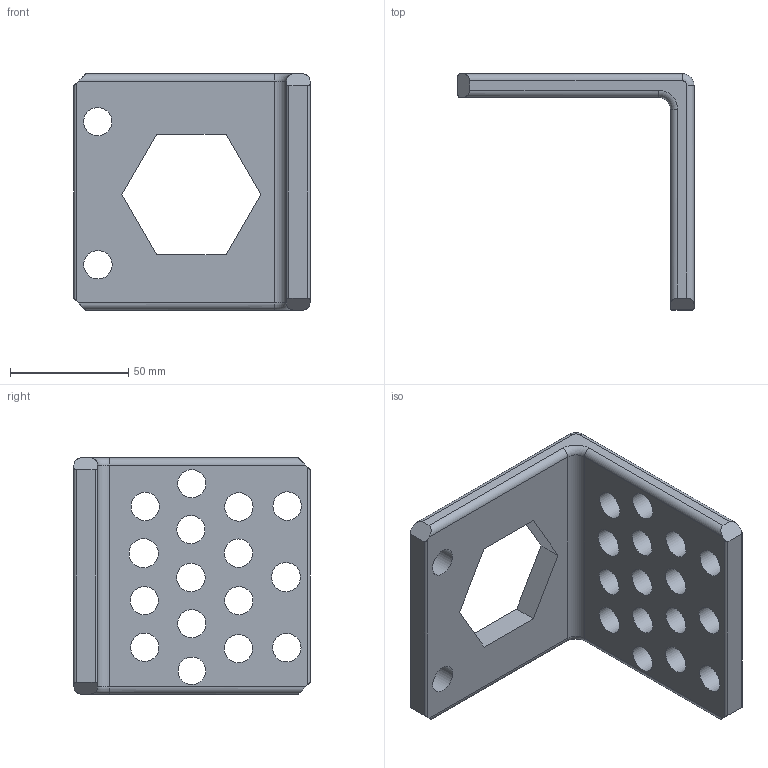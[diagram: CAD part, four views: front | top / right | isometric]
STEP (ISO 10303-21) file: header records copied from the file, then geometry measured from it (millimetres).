
FILE_DESCRIPTION(('FreeCAD Model'),'2;1');
FILE_NAME('R31.step','2018-01-26T16:17:47',( 'Author'),(''),'Open CASCADE STEP processor 7.1','FreeCAD','Unknown' );
FILE_SCHEMA(('AUTOMOTIVE_DESIGN { 1 0 10303 214 1 1 1 1 }'));
Length unit declared in the file: millimetre
Products named in the file (1): Cut003
Bounding box: 100 x 100 x 100 mm (x, y, z)
Volume: 145091.9 mm3; surface area: 42034.9 mm2
Topology: 1 solids, 1 shells, 54 faces, 148 edges, 96 vertices
Faces by surface type: cylinder 32, plane 18, torus 2, revolution 2
Full cylindrical faces by diameter (mm): 11.66 x1, 11.928 x1, 11.94 x4, 11.969 x1, 11.977 x3, 12.011 x1, 12.032 x1, 12.038 x1, 12.065 x1, 12.074 x1, 12.092 x1, 12.274 x1, 12.361 x1
Entity records: 4290 total; most frequent: CARTESIAN_POINT 883, DIRECTION 568, ORIENTED_EDGE 296, PCURVE 296, DEFINITIONAL_REPRESENTATION 296, LINE 288, VECTOR 288, EDGE_CURVE 148
